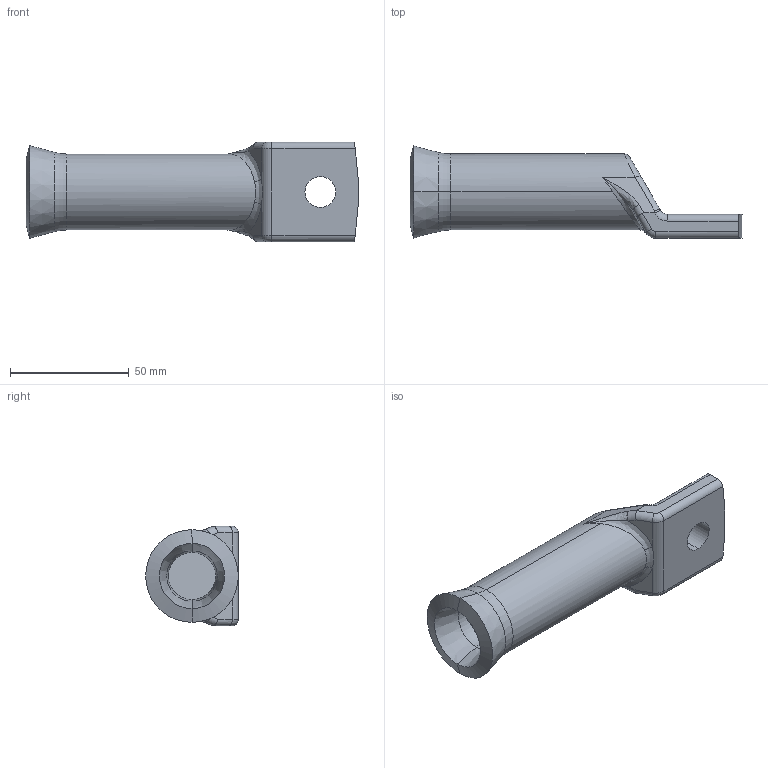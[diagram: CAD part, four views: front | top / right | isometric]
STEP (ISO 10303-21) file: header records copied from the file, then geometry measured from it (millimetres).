
FILE_DESCRIPTION (( 'STEP AP203' ), '1' );
FILE_NAME ('240 mm² DIN NORMU ALÜMÝNYUM SKP (KALAY KAPLI).STEP', '2025-07-21T06:39:44', ( '' ), ( '' ), 'SwSTEP 2.0', 'SolidWorks 2023', '' );
FILE_SCHEMA (( 'CONFIG_CONTROL_DESIGN' ));
Length unit declared in the file: millimetre
Products named in the file (1): 240 mm² DIN NORMU ALÜMİNYUM SKP (KALAY KAPLI)
Bounding box: 139.86 x 39 x 42 mm (x, y, z)
Volume: 69741.6 mm3; surface area: 21960 mm2
Topology: 1 solids, 1 shells, 52 faces, 124 edges, 72 vertices
Faces by surface type: cylinder 19, plane 10, bspline 9, torus 8, cone 6
Entity records: 1961 total; most frequent: CARTESIAN_POINT 784, ORIENTED_EDGE 244, DIRECTION 221, EDGE_CURVE 122, AXIS2_PLACEMENT_3D 89, VERTEX_POINT 72, EDGE_LOOP 54, ADVANCED_FACE 52
